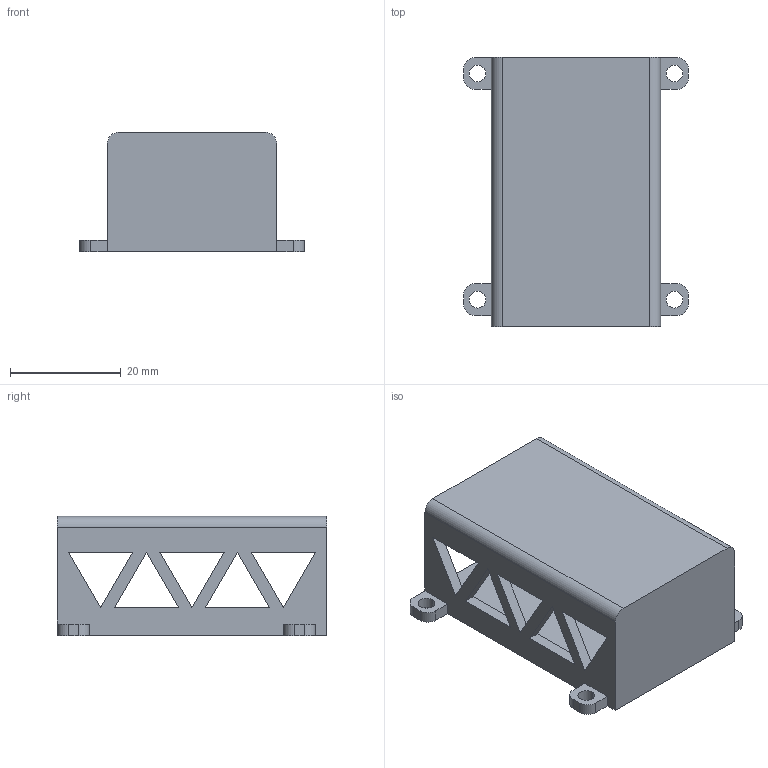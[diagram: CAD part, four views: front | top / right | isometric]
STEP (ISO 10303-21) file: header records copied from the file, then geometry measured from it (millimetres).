
FILE_DESCRIPTION (( 'STEP AP214' ), '1' );
FILE_NAME ('9V holder.STEP', '2024-07-19T20:26:06', ( '' ), ( '' ), 'SwSTEP 2.0', 'SolidWorks 2024', '' );
FILE_SCHEMA (( 'AUTOMOTIVE_DESIGN' ));
Length unit declared in the file: centimetre
Products named in the file (1): 9V holder
Bounding box: 40.5 x 48.5 x 21.5 mm (x, y, z)
Volume: 9166.7 mm3; surface area: 10206.3 mm2
Topology: 1 solids, 1 shells, 73 faces, 212 edges, 140 vertices
Faces by surface type: plane 55, cylinder 18
Entity records: 2469 total; most frequent: CARTESIAN_POINT 426, ORIENTED_EDGE 424, DIRECTION 396, EDGE_CURVE 212, VECTOR 176, LINE 176, VERTEX_POINT 140, AXIS2_PLACEMENT_3D 110
